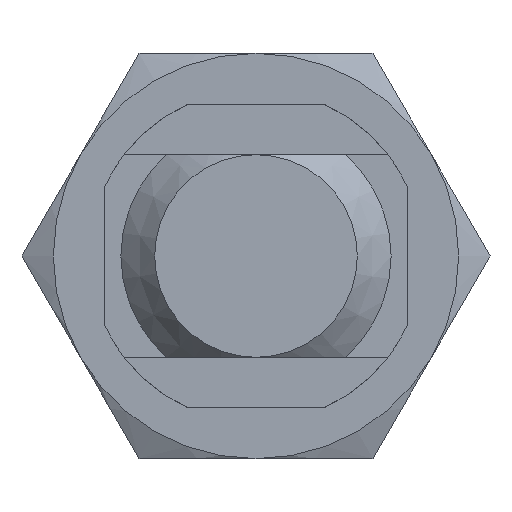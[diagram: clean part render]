
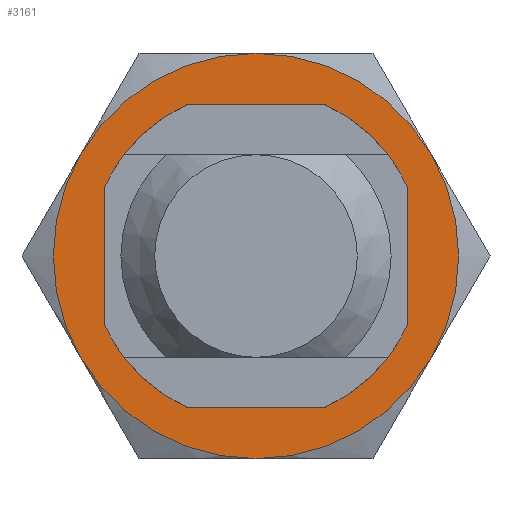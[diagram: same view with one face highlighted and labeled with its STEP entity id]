
A CAD part, left-side view. The second image highlights one B-rep face of the part: STEP entity #3161.
In plain terms, the highlighted planar face has unit normal (-1, 0, 0).
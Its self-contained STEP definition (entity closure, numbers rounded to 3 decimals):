
#7 = EDGE_CURVE ( 'NONE', #1677, #4087, #1226, .T. ) ;
#30 = ORIENTED_EDGE ( 'NONE', *, *, #488, .T. ) ;
#142 = VERTEX_POINT ( 'NONE', #4320 ) ;
#173 = ORIENTED_EDGE ( 'NONE', *, *, #3733, .T. ) ;
#235 = DIRECTION ( 'NONE',  ( -1., 0., 0. ) ) ;
#247 = DIRECTION ( 'NONE',  ( -1., 0., 0. ) ) ;
#301 = CIRCLE ( 'NONE', #2929, 12. ) ;
#488 = EDGE_CURVE ( 'NONE', #3455, #2633, #2640, .T. ) ;
#816 = CARTESIAN_POINT ( 'NONE',  ( 4., 0., -8. ) ) ;
#897 = DIRECTION ( 'NONE',  ( -1., 0., 0. ) ) ;
#920 = CARTESIAN_POINT ( 'NONE',  ( 4., 0., -12. ) ) ;
#1021 = CARTESIAN_POINT ( 'NONE',  ( 4., 0., 0. ) ) ;
#1153 = VERTEX_POINT ( 'NONE', #920 ) ;
#1160 = DIRECTION ( 'NONE',  ( 0., 0., -1. ) ) ;
#1226 = CIRCLE ( 'NONE', #2792, 8. ) ;
#1247 = DIRECTION ( 'NONE',  ( -1., 0., 0. ) ) ;
#1297 = DIRECTION ( 'NONE',  ( 0., 0., -1. ) ) ;
#1311 = DIRECTION ( 'NONE',  ( 0., 0., -1. ) ) ;
#1314 = DIRECTION ( 'NONE',  ( 0., 0., -1. ) ) ;
#1337 = CARTESIAN_POINT ( 'NONE',  ( 4., 0., 0. ) ) ;
#1397 = CARTESIAN_POINT ( 'NONE',  ( 4., 10.392, -6. ) ) ;
#1481 = EDGE_LOOP ( 'NONE', ( #173, #2552, #2641, #30, #1537, #2341 ) ) ;
#1498 = EDGE_CURVE ( 'NONE', #2633, #2048, #3172, .T. ) ;
#1537 = ORIENTED_EDGE ( 'NONE', *, *, #1498, .T. ) ;
#1616 = AXIS2_PLACEMENT_3D ( 'NONE', #1021, #1825, #2427 ) ;
#1677 = VERTEX_POINT ( 'NONE', #4287 ) ;
#1681 = DIRECTION ( 'NONE',  ( 0., 0., -1. ) ) ;
#1699 = CIRCLE ( 'NONE', #2596, 12. ) ;
#1825 = DIRECTION ( 'NONE',  ( -1., 0., 0. ) ) ;
#1827 = DIRECTION ( 'NONE',  ( -1., 0., 0. ) ) ;
#1857 = CARTESIAN_POINT ( 'NONE',  ( 4., 0., 0. ) ) ;
#1989 = EDGE_CURVE ( 'NONE', #142, #3455, #3159, .T. ) ;
#1995 = DIRECTION ( 'NONE',  ( -1., 0., 0. ) ) ;
#2048 = VERTEX_POINT ( 'NONE', #1397 ) ;
#2081 = DIRECTION ( 'NONE',  ( 0., -1., 0. ) ) ;
#2147 = CARTESIAN_POINT ( 'NONE',  ( 4., 0., 0. ) ) ;
#2169 = VERTEX_POINT ( 'NONE', #4508 ) ;
#2331 = ORIENTED_EDGE ( 'NONE', *, *, #2438, .F. ) ;
#2341 = ORIENTED_EDGE ( 'NONE', *, *, #4309, .T. ) ;
#2392 = CARTESIAN_POINT ( 'NONE',  ( 4., 0., 12. ) ) ;
#2427 = DIRECTION ( 'NONE',  ( 0., 0., -1. ) ) ;
#2438 = EDGE_CURVE ( 'NONE', #4087, #1677, #2618, .T. ) ;
#2451 = EDGE_LOOP ( 'NONE', ( #2331, #2662 ) ) ;
#2552 = ORIENTED_EDGE ( 'NONE', *, *, #3163, .T. ) ;
#2596 = AXIS2_PLACEMENT_3D ( 'NONE', #4331, #1827, #2812 ) ;
#2618 = CIRCLE ( 'NONE', #4487, 8. ) ;
#2633 = VERTEX_POINT ( 'NONE', #4225 ) ;
#2640 = CIRCLE ( 'NONE', #3538, 12. ) ;
#2641 = ORIENTED_EDGE ( 'NONE', *, *, #1989, .T. ) ;
#2662 = ORIENTED_EDGE ( 'NONE', *, *, #7, .F. ) ;
#2792 = AXIS2_PLACEMENT_3D ( 'NONE', #1337, #897, #1297 ) ;
#2811 = CARTESIAN_POINT ( 'NONE',  ( 4., 0., 0. ) ) ;
#2812 = DIRECTION ( 'NONE',  ( 0., 0., -1. ) ) ;
#2882 = FACE_BOUND ( 'NONE', #2451, .T. ) ;
#2929 = AXIS2_PLACEMENT_3D ( 'NONE', #3852, #235, #1314 ) ;
#3037 = CARTESIAN_POINT ( 'NONE',  ( 4., 0., 0. ) ) ;
#3114 = CIRCLE ( 'NONE', #1616, 12. ) ;
#3159 = CIRCLE ( 'NONE', #4054, 12. ) ;
#3161 = ADVANCED_FACE ( 'NONE', ( #2882, #3913 ), #4311, .F. ) ;
#3163 = EDGE_CURVE ( 'NONE', #2169, #142, #3114, .T. ) ;
#3172 = CIRCLE ( 'NONE', #3771, 12. ) ;
#3455 = VERTEX_POINT ( 'NONE', #2392 ) ;
#3465 = CARTESIAN_POINT ( 'NONE',  ( 4., 0., 0. ) ) ;
#3538 = AXIS2_PLACEMENT_3D ( 'NONE', #3037, #4480, #1311 ) ;
#3733 = EDGE_CURVE ( 'NONE', #1153, #2169, #301, .T. ) ;
#3771 = AXIS2_PLACEMENT_3D ( 'NONE', #2811, #1995, #4153 ) ;
#3852 = CARTESIAN_POINT ( 'NONE',  ( 4., 0., 0. ) ) ;
#3913 = FACE_OUTER_BOUND ( 'NONE', #1481, .T. ) ;
#3938 = AXIS2_PLACEMENT_3D ( 'NONE', #2147, #3955, #2081 ) ;
#3955 = DIRECTION ( 'NONE',  ( 1., 0., 0. ) ) ;
#4054 = AXIS2_PLACEMENT_3D ( 'NONE', #3465, #247, #1681 ) ;
#4087 = VERTEX_POINT ( 'NONE', #816 ) ;
#4153 = DIRECTION ( 'NONE',  ( 0., 0., -1. ) ) ;
#4225 = CARTESIAN_POINT ( 'NONE',  ( 4., 10.392, 6. ) ) ;
#4287 = CARTESIAN_POINT ( 'NONE',  ( 4., 0., 8. ) ) ;
#4309 = EDGE_CURVE ( 'NONE', #2048, #1153, #1699, .T. ) ;
#4311 = PLANE ( 'NONE',  #3938 ) ;
#4320 = CARTESIAN_POINT ( 'NONE',  ( 4., -10.392, 6. ) ) ;
#4331 = CARTESIAN_POINT ( 'NONE',  ( 4., 0., 0. ) ) ;
#4480 = DIRECTION ( 'NONE',  ( -1., 0., 0. ) ) ;
#4487 = AXIS2_PLACEMENT_3D ( 'NONE', #1857, #1247, #1160 ) ;
#4508 = CARTESIAN_POINT ( 'NONE',  ( 4., -10.392, -6. ) ) ;
